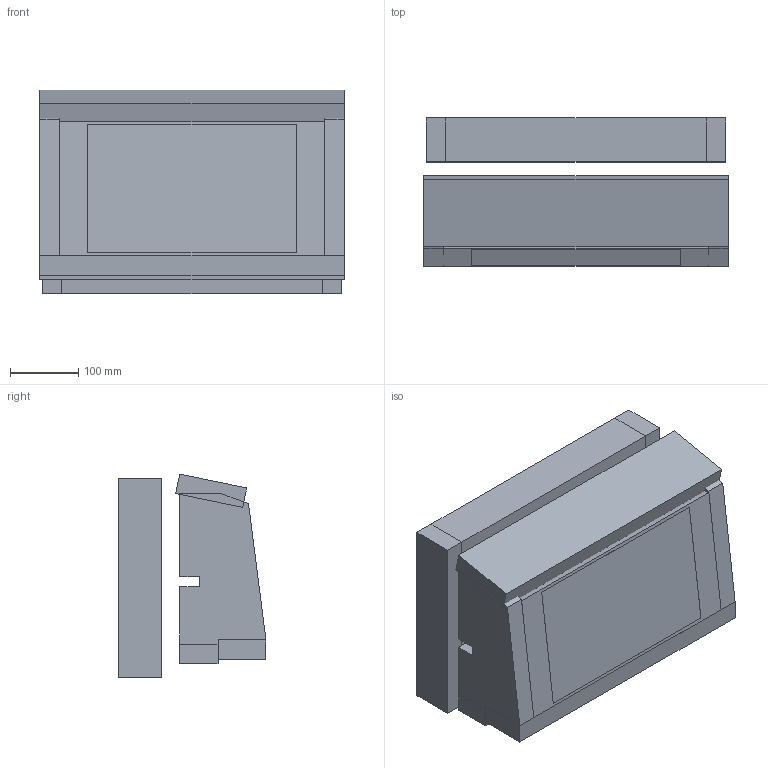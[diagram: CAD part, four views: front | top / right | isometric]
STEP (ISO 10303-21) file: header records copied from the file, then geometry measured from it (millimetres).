
FILE_DESCRIPTION (( 'STEP AP214' ), '1' );
FILE_NAME ('INGUN_112720.STEP', '2022-06-10T09:32:57', ( '' ), ( '' ), 'SwSTEP 2.0', 'SolidWorks 2018', '' );
FILE_SCHEMA (( 'AUTOMOTIVE_DESIGN' ));
Length unit declared in the file: millimetre
Products named in the file (10): 112720_7~0_S; 112720_1~0_S; 112720_6~0_S; 112720_8~0_S; 112720_5~0_S; INGUN_112720; 112720_3~0_S; 112720_9~0_S; 112720_4~0_S; 112720_2~0_S
Assembly tree (11 placements, depth 2):
  INGUN_112720
    112720_1~0_S
    112720_2~0_S
    112720_3~0_S
    112720_4~0_S
    112720_5~0_S
    112720_6~0_S
    112720_7~0_S
    112720_8~0_S  x2
    112720_9~0_S  x2
Bounding box: 445 x 216 x 298 mm (x, y, z)
Volume: 11566492 mm3; surface area: 1094988.5 mm2
Topology: 11 solids, 11 shells, 94 faces, 210 edges, 140 vertices
Faces by surface type: plane 94
Entity records: 3157 total; most frequent: CARTESIAN_POINT 406, DIRECTION 378, ORIENTED_EDGE 372, EDGE_CURVE 186, LINE 186, VECTOR 186, VERTEX_POINT 124, AXIS2_PLACEMENT_3D 96
